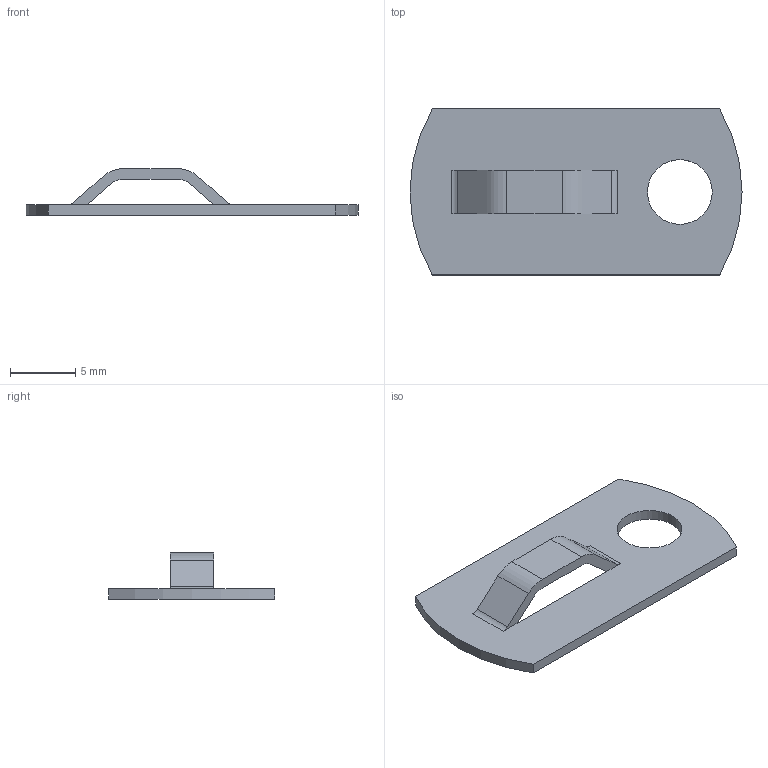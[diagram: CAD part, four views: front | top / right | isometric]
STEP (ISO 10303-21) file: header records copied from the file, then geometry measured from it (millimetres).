
FILE_DESCRIPTION(/* description */ (''),/* implementation_level */ '2;1');
FILE_NAME(/* name */ 'PANDUIT_MBMS_S10',/* time_stamp */ '2012-08-14T13:02:06-05:00',/* author */ (''),/* organization */ (''),/* preprocessor_version */ 'ST-DEVELOPER v9',/* originating_system */ 'UGS - NX 3.0',/* authorisation */ '');
FILE_SCHEMA (('CONFIG_CONTROL_DESIGN'));
Length unit declared in the file: inch
Products named in the file (1): bwgC3C4r0ne
Bounding box: 25.4 x 12.7 x 3.56 mm (x, y, z)
Volume: 240.2 mm3; surface area: 698.9 mm2
Topology: 1 solids, 1 shells, 25 faces, 72 edges, 47 vertices
Faces by surface type: plane 14, cylinder 11
Full cylindrical faces by diameter (mm): 4.953 x1
Entity records: 910 total; most frequent: DIRECTION 144, CARTESIAN_POINT 142, ORIENTED_EDGE 140, EDGE_CURVE 70, LINE 48, VECTOR 48, AXIS2_PLACEMENT_3D 48, VERTEX_POINT 46
